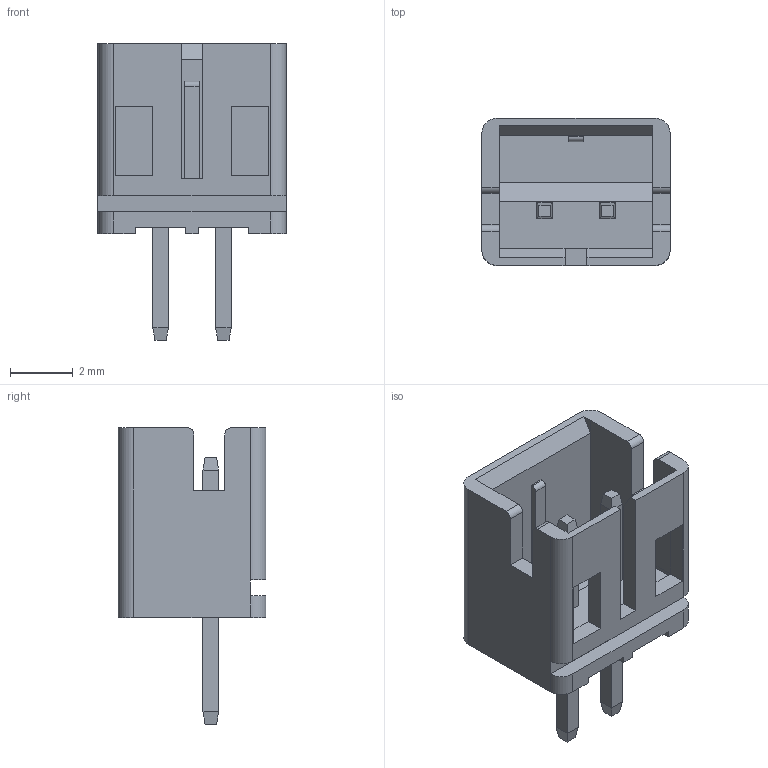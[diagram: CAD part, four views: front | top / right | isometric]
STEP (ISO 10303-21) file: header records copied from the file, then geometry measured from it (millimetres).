
FILE_DESCRIPTION(('FreeCAD Model'),'2;1');
FILE_NAME( '440054-2.step', '2020-05-07T13:51:43',('Author'),(''), 'Open CASCADE STEP processor 6.8','FreeCAD','Unknown');
FILE_SCHEMA(('AUTOMOTIVE_DESIGN { 1 0 10303 214 1 1 1 1 }'));
Length unit declared in the file: millimetre
Products named in the file (2): LinearPattern002; Array
Bounding box: 6 x 4.7 x 9.45 mm (x, y, z)
Volume: 79.3 mm3; surface area: 299.3 mm2
Topology: 3 solids, 3 shells, 119 faces, 309 edges, 194 vertices
Faces by surface type: plane 108, cylinder 11
Entity records: 3600 total; most frequent: CARTESIAN_POINT 623, ORIENTED_EDGE 618, DIRECTION 571, EDGE_CURVE 309, LINE 287, VECTOR 287, VERTEX_POINT 194, AXIS2_PLACEMENT_3D 142
